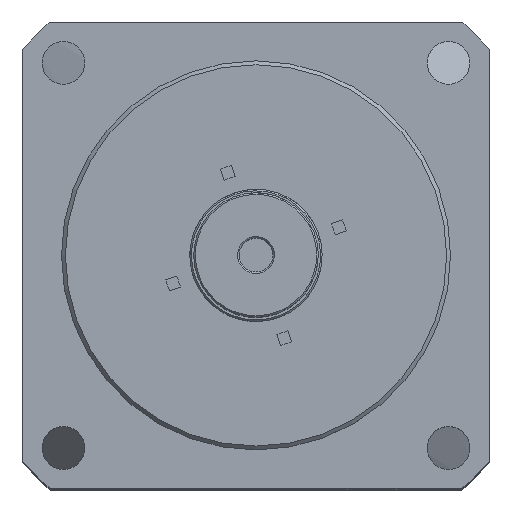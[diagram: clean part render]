
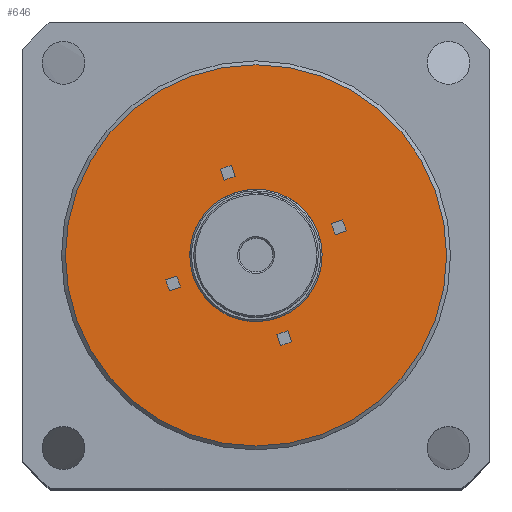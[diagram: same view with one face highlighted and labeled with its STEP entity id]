
A CAD part, top view. The second image highlights one B-rep face of the part: STEP entity #646.
In plain terms, the highlighted planar face has unit normal (0, 0, 1).
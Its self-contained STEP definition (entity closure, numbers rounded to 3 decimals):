
#646 = ADVANCED_FACE( 'NONE', ( #1478, #1479, #1480, #1481, #1482, #1483 ), #1484, .F. );
#1478 = FACE_BOUND( '', #2447, .T. );
#1479 = FACE_BOUND( '', #2448, .T. );
#1480 = FACE_BOUND( '', #2449, .T. );
#1481 = FACE_BOUND( '', #2450, .T. );
#1482 = FACE_BOUND( '', #2451, .T. );
#1483 = FACE_OUTER_BOUND( '', #2452, .T. );
#1484 = PLANE( '', #2453 );
#2447 = EDGE_LOOP( '', ( #4162, #4163, #4164, #4165 ) );
#2448 = EDGE_LOOP( '', ( #4166 ) );
#2449 = EDGE_LOOP( '', ( #4167, #4168, #4169, #4170 ) );
#2450 = EDGE_LOOP( '', ( #4171, #4172, #4173, #4174 ) );
#2451 = EDGE_LOOP( '', ( #4175, #4176, #4177, #4178 ) );
#2452 = EDGE_LOOP( '', ( #4179 ) );
#2453 = AXIS2_PLACEMENT_3D( '', #4180, #4181, #4182 );
#4162 = ORIENTED_EDGE( '', *, *, #5477, .T. );
#4163 = ORIENTED_EDGE( '', *, *, #5332, .T. );
#4164 = ORIENTED_EDGE( '', *, *, #5478, .F. );
#4165 = ORIENTED_EDGE( '', *, *, #5298, .F. );
#4166 = ORIENTED_EDGE( '', *, *, #5479, .T. );
#4167 = ORIENTED_EDGE( '', *, *, #5388, .F. );
#4168 = ORIENTED_EDGE( '', *, *, #5480, .F. );
#4169 = ORIENTED_EDGE( '', *, *, #5481, .T. );
#4170 = ORIENTED_EDGE( '', *, *, #5369, .T. );
#4171 = ORIENTED_EDGE( '', *, *, #4982, .F. );
#4172 = ORIENTED_EDGE( '', *, *, #5265, .F. );
#4173 = ORIENTED_EDGE( '', *, *, #5000, .T. );
#4174 = ORIENTED_EDGE( '', *, *, #5358, .T. );
#4175 = ORIENTED_EDGE( '', *, *, #5482, .T. );
#4176 = ORIENTED_EDGE( '', *, *, #5457, .F. );
#4177 = ORIENTED_EDGE( '', *, *, #5400, .F. );
#4178 = ORIENTED_EDGE( '', *, *, #5383, .T. );
#4179 = ORIENTED_EDGE( '', *, *, #5455, .T. );
#4180 = CARTESIAN_POINT( '', ( -10.839, -0.785, 9.5 ) );
#4181 = DIRECTION( '', ( 0., 0., -1. ) );
#4182 = DIRECTION( '', ( 0.947, 0.322, 0. ) );
#4982 = EDGE_CURVE( 'NONE', #5862, #5863, #5864, .T. );
#5000 = EDGE_CURVE( 'NONE', #5892, #5893, #5894, .T. );
#5265 = EDGE_CURVE( 'NONE', #5892, #5862, #6319, .T. );
#5298 = EDGE_CURVE( 'NONE', #6364, #6366, #6367, .T. );
#5332 = EDGE_CURVE( 'NONE', #6415, #6413, #6416, .T. );
#5358 = EDGE_CURVE( 'NONE', #5893, #5863, #6452, .T. );
#5369 = EDGE_CURVE( 'NONE', #6469, #6470, #6471, .T. );
#5383 = EDGE_CURVE( 'NONE', #6488, #6489, #6490, .T. );
#5388 = EDGE_CURVE( 'NONE', #6495, #6470, #6496, .T. );
#5400 = EDGE_CURVE( 'NONE', #6488, #6511, #6512, .T. );
#5455 = EDGE_CURVE( 'NONE', #6589, #6589, #6590, .T. );
#5457 = EDGE_CURVE( 'NONE', #6511, #6592, #6593, .T. );
#5477 = EDGE_CURVE( 'NONE', #6364, #6415, #6618, .T. );
#5478 = EDGE_CURVE( 'NONE', #6366, #6413, #6619, .T. );
#5479 = EDGE_CURVE( '', #6620, #6620, #6621, .T. );
#5480 = EDGE_CURVE( 'NONE', #6622, #6495, #6623, .T. );
#5481 = EDGE_CURVE( 'NONE', #6622, #6469, #6624, .T. );
#5482 = EDGE_CURVE( 'NONE', #6489, #6592, #6625, .T. );
#5862 = VERTEX_POINT( 'NONE', #7354 );
#5863 = VERTEX_POINT( 'NONE', #7355 );
#5864 = CIRCLE( '', #7356, 12. );
#5892 = VERTEX_POINT( 'NONE', #7386 );
#5893 = VERTEX_POINT( 'NONE', #7387 );
#5894 = CIRCLE( '', #7388, 10.5 );
#6319 = LINE( '', #8223, #8224 );
#6364 = VERTEX_POINT( 'NONE', #8280 );
#6366 = VERTEX_POINT( 'NONE', #8283 );
#6367 = CIRCLE( '', #8284, 12. );
#6413 = VERTEX_POINT( 'NONE', #8340 );
#6415 = VERTEX_POINT( 'NONE', #8343 );
#6416 = CIRCLE( '', #8344, 10.5 );
#6452 = LINE( '', #8388, #8389 );
#6469 = VERTEX_POINT( 'NONE', #8408 );
#6470 = VERTEX_POINT( 'NONE', #8409 );
#6471 = LINE( '', #8410, #8411 );
#6488 = VERTEX_POINT( 'NONE', #8432 );
#6489 = VERTEX_POINT( 'NONE', #8433 );
#6490 = LINE( '', #8434, #8435 );
#6495 = VERTEX_POINT( 'NONE', #8442 );
#6496 = CIRCLE( '', #8443, 12. );
#6511 = VERTEX_POINT( 'NONE', #8463 );
#6512 = CIRCLE( '', #8464, 12. );
#6589 = VERTEX_POINT( '', #8554 );
#6590 = CIRCLE( '', #8555, 24.5 );
#6592 = VERTEX_POINT( 'NONE', #8557 );
#6593 = LINE( '', #8558, #8559 );
#6618 = LINE( '', #8678, #8679 );
#6619 = LINE( '', #8680, #8681 );
#6620 = VERTEX_POINT( '', #8682 );
#6621 = CIRCLE( '', #8683, 8.5 );
#6622 = VERTEX_POINT( 'NONE', #8684 );
#6623 = LINE( '', #8685, #8686 );
#6624 = CIRCLE( '', #8687, 10.5 );
#6625 = CIRCLE( '', #8688, 10.5 );
#7354 = CARTESIAN_POINT( '', ( 0.742, 2.356, 9.5 ) );
#7355 = CARTESIAN_POINT( '', ( 0.26, 3.777, 9.5 ) );
#7356 = AXIS2_PLACEMENT_3D( '', #9074, #9075, #9076 );
#7386 = CARTESIAN_POINT( '', ( -0.681, 1.873, 9.5 ) );
#7387 = CARTESIAN_POINT( '', ( -1.163, 3.293, 9.5 ) );
#7388 = AXIS2_PLACEMENT_3D( '', #9106, #9107, #9108 );
#8223 = CARTESIAN_POINT( '', ( -39.895, -11.447, 9.5 ) );
#8224 = VECTOR( '', #9468, 1000. );
#8280 = CARTESIAN_POINT( '', ( -22.42, -3.927, 9.5 ) );
#8283 = CARTESIAN_POINT( '', ( -21.938, -5.348, 9.5 ) );
#8284 = AXIS2_PLACEMENT_3D( '', #9515, #9516, #9517 );
#8340 = CARTESIAN_POINT( '', ( -20.514, -4.864, 9.5 ) );
#8343 = CARTESIAN_POINT( '', ( -20.997, -3.444, 9.5 ) );
#8344 = AXIS2_PLACEMENT_3D( '', #9562, #9563, #9564 );
#8388 = CARTESIAN_POINT( '', ( -40.377, -10.027, 9.5 ) );
#8389 = VECTOR( '', #9597, 1000. );
#8408 = CARTESIAN_POINT( '', ( -6.76, -10.461, 9.5 ) );
#8409 = CARTESIAN_POINT( '', ( -6.277, -11.884, 9.5 ) );
#8410 = CARTESIAN_POINT( '', ( -10.129, -0.544, 9.5 ) );
#8411 = VECTOR( '', #9612, 1000. );
#8432 = CARTESIAN_POINT( '', ( -13.981, 10.796, 9.5 ) );
#8433 = CARTESIAN_POINT( '', ( -13.497, 9.372, 9.5 ) );
#8434 = CARTESIAN_POINT( '', ( -10.129, -0.544, 9.5 ) );
#8435 = VECTOR( '', #9626, 1000. );
#8442 = CARTESIAN_POINT( '', ( -7.697, -12.367, 9.5 ) );
#8443 = AXIS2_PLACEMENT_3D( '', #9629, #9630, #9631 );
#8463 = CARTESIAN_POINT( '', ( -15.401, 10.314, 9.5 ) );
#8464 = AXIS2_PLACEMENT_3D( '', #9643, #9644, #9645 );
#8554 = CARTESIAN_POINT( '', ( 13.661, -0.785, 9.5 ) );
#8555 = AXIS2_PLACEMENT_3D( '', #9725, #9726, #9727 );
#8557 = CARTESIAN_POINT( '', ( -14.918, 8.89, 9.5 ) );
#8558 = CARTESIAN_POINT( '', ( -11.549, -1.027, 9.5 ) );
#8559 = VECTOR( '', #9728, 1000. );
#8678 = CARTESIAN_POINT( '', ( -40.377, -10.027, 9.5 ) );
#8679 = VECTOR( '', #9745, 1000. );
#8680 = CARTESIAN_POINT( '', ( -39.895, -11.447, 9.5 ) );
#8681 = VECTOR( '', #9746, 1000. );
#8682 = CARTESIAN_POINT( '', ( -10.839, 7.715, 9.5 ) );
#8683 = AXIS2_PLACEMENT_3D( '', #9747, #9748, #9749 );
#8684 = CARTESIAN_POINT( '', ( -8.181, -10.943, 9.5 ) );
#8685 = CARTESIAN_POINT( '', ( -11.549, -1.027, 9.5 ) );
#8686 = VECTOR( '', #9750, 1000. );
#8687 = AXIS2_PLACEMENT_3D( '', #9751, #9752, #9753 );
#8688 = AXIS2_PLACEMENT_3D( '', #9754, #9755, #9756 );
#9074 = CARTESIAN_POINT( '', ( -10.839, -0.785, 9.5 ) );
#9075 = DIRECTION( '', ( 0., 0., 1. ) );
#9076 = DIRECTION( '', ( -0.947, -0.322, 0. ) );
#9106 = CARTESIAN_POINT( '', ( -10.839, -0.785, 9.5 ) );
#9107 = DIRECTION( '', ( 0., 0., 1. ) );
#9108 = DIRECTION( '', ( -0.947, -0.322, 0. ) );
#9468 = DIRECTION( '', ( 0.947, 0.322, 0. ) );
#9515 = CARTESIAN_POINT( '', ( -10.839, -0.785, 9.5 ) );
#9516 = DIRECTION( '', ( 0., 0., 1. ) );
#9517 = DIRECTION( '', ( -0.947, -0.322, 0. ) );
#9562 = CARTESIAN_POINT( '', ( -10.839, -0.785, 9.5 ) );
#9563 = DIRECTION( '', ( 0., 0., 1. ) );
#9564 = DIRECTION( '', ( -0.947, -0.322, 0. ) );
#9597 = DIRECTION( '', ( 0.947, 0.322, 0. ) );
#9612 = DIRECTION( '', ( 0.322, -0.947, 0. ) );
#9626 = DIRECTION( '', ( 0.322, -0.947, 0. ) );
#9629 = CARTESIAN_POINT( '', ( -10.839, -0.785, 9.5 ) );
#9630 = DIRECTION( '', ( 0., 0., 1. ) );
#9631 = DIRECTION( '', ( -0.947, -0.322, 0. ) );
#9643 = CARTESIAN_POINT( '', ( -10.839, -0.785, 9.5 ) );
#9644 = DIRECTION( '', ( 0., 0., 1. ) );
#9645 = DIRECTION( '', ( -0.947, -0.322, 0. ) );
#9725 = CARTESIAN_POINT( '', ( -10.839, -0.785, 9.5 ) );
#9726 = DIRECTION( '', ( 0., 0., 1. ) );
#9727 = DIRECTION( '', ( 1., 0., 0. ) );
#9728 = DIRECTION( '', ( 0.322, -0.947, 0. ) );
#9745 = DIRECTION( '', ( 0.947, 0.322, 0. ) );
#9746 = DIRECTION( '', ( 0.947, 0.322, 0. ) );
#9747 = CARTESIAN_POINT( '', ( -10.839, -0.785, 9.5 ) );
#9748 = DIRECTION( '', ( 0., 0., -1. ) );
#9749 = DIRECTION( '', ( 0., 1., 0. ) );
#9750 = DIRECTION( '', ( 0.322, -0.947, 0. ) );
#9751 = CARTESIAN_POINT( '', ( -10.839, -0.785, 9.5 ) );
#9752 = DIRECTION( '', ( 0., 0., 1. ) );
#9753 = DIRECTION( '', ( -0.947, -0.322, 0. ) );
#9754 = CARTESIAN_POINT( '', ( -10.839, -0.785, 9.5 ) );
#9755 = DIRECTION( '', ( 0., 0., 1. ) );
#9756 = DIRECTION( '', ( -0.947, -0.322, 0. ) );
